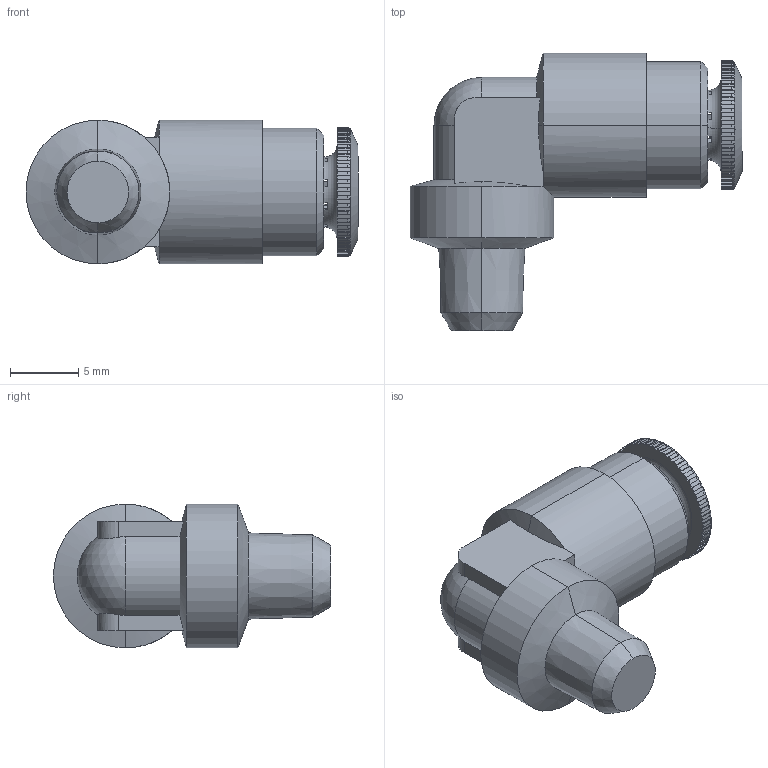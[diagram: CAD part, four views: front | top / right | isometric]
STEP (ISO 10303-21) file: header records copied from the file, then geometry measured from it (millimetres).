
FILE_DESCRIPTION (( 'STEP AP214' ), '1' );
FILE_NAME ('5810000001A.step', '2012-10-16T19:15:36', ( '' ), ( '' ), 'SwSTEP 2.0', 'SolidWorks 2012', '' );
FILE_SCHEMA (( 'AUTOMOTIVE_DESIGN' ));
Length unit declared in the file: millimetre
Products named in the file (1): 5810000001A
Bounding box: 24.25 x 20.25 x 10.5 mm (x, y, z)
Volume: 1988.4 mm3; surface area: 1190.7 mm2
Topology: 1 solids, 1 shells, 274 faces, 809 edges, 532 vertices
Faces by surface type: plane 189, cylinder 62, cone 16, torus 6, sphere 1
Entity records: 9423 total; most frequent: CARTESIAN_POINT 2235, ORIENTED_EDGE 1618, DIRECTION 1364, EDGE_CURVE 809, VERTEX_POINT 532, AXIS2_PLACEMENT_3D 463, VECTOR 438, LINE 438
